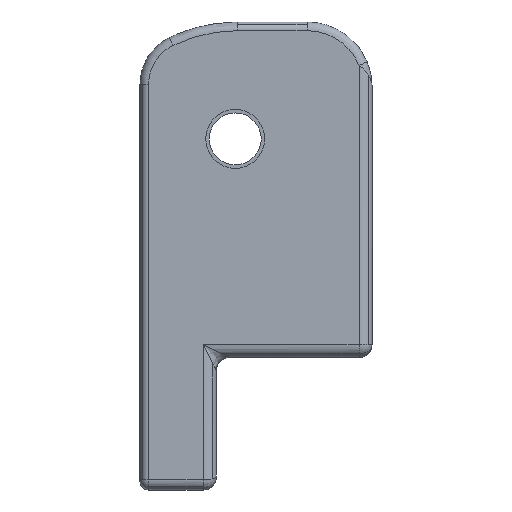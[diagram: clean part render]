
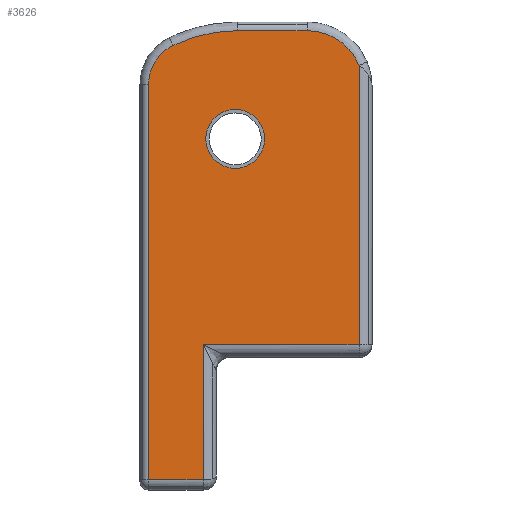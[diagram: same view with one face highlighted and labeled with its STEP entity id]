
A CAD part, left-side view. The second image highlights one B-rep face of the part: STEP entity #3626.
In plain terms, the highlighted planar face has unit normal (-1, 0, 0).
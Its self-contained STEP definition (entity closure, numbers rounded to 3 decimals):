
#20 = FACE_BOUND ( 'NONE', #2184, .T. ) ;
#96 = VERTEX_POINT ( 'NONE', #334 ) ;
#144 = CIRCLE ( 'NONE', #5412, 3.25 ) ;
#150 = CARTESIAN_POINT ( 'NONE',  ( 15.912, 45.407, -330.15 ) ) ;
#334 = CARTESIAN_POINT ( 'NONE',  ( 15.912, 42.407, -348.269 ) ) ;
#344 = LINE ( 'NONE', #6284, #1079 ) ;
#403 = DIRECTION ( 'NONE',  ( -1., 0., 0. ) ) ;
#439 = CARTESIAN_POINT ( 'NONE',  ( 15.912, 54.558, -356.069 ) ) ;
#497 = EDGE_CURVE ( 'NONE', #1457, #5891, #4754, .T. ) ;
#509 = EDGE_CURVE ( 'NONE', #5743, #699, #2203, .T. ) ;
#603 = ORIENTED_EDGE ( 'NONE', *, *, #2328, .T. ) ;
#646 = VERTEX_POINT ( 'NONE', #439 ) ;
#647 = DIRECTION ( 'NONE',  ( 0., -1., 0. ) ) ;
#696 = CARTESIAN_POINT ( 'NONE',  ( 15.912, 51.257, -336.4 ) ) ;
#699 = VERTEX_POINT ( 'NONE', #1893 ) ;
#723 = DIRECTION ( 'NONE',  ( 0., 0.848, 0.53 ) ) ;
#751 = AXIS2_PLACEMENT_3D ( 'NONE', #7651, #1191, #5905 ) ;
#780 = ORIENTED_EDGE ( 'NONE', *, *, #6844, .T. ) ;
#782 = DIRECTION ( 'NONE',  ( 0., 0.383, 0.924 ) ) ;
#855 = CARTESIAN_POINT ( 'NONE',  ( 15.912, 45.445, -330.15 ) ) ;
#861 = CARTESIAN_POINT ( 'NONE',  ( 15.912, 54.558, -337.906 ) ) ;
#924 = AXIS2_PLACEMENT_3D ( 'NONE', #2480, #1314, #723 ) ;
#930 = VECTOR ( 'NONE', #3705, 1000. ) ;
#993 = VECTOR ( 'NONE', #4046, 1000. ) ;
#1019 = VERTEX_POINT ( 'NONE', #2296 ) ;
#1079 = VECTOR ( 'NONE', #5140, 1000. ) ;
#1112 = VECTOR ( 'NONE', #3873, 1000. ) ;
#1162 = AXIS2_PLACEMENT_3D ( 'NONE', #1880, #4899, #7276 ) ;
#1191 = DIRECTION ( 'NONE',  ( -1., 0., 0. ) ) ;
#1290 = EDGE_CURVE ( 'NONE', #5891, #1457, #2004, .T. ) ;
#1314 = DIRECTION ( 'NONE',  ( 1., 0., 0. ) ) ;
#1318 = AXIS2_PLACEMENT_3D ( 'NONE', #3788, #2039, #782 ) ;
#1323 = FACE_OUTER_BOUND ( 'NONE', #3686, .T. ) ;
#1398 = VERTEX_POINT ( 'NONE', #3075 ) ;
#1454 = LINE ( 'NONE', #855, #930 ) ;
#1457 = VERTEX_POINT ( 'NONE', #7309 ) ;
#1495 = AXIS2_PLACEMENT_3D ( 'NONE', #3971, #403, #5198 ) ;
#1880 = CARTESIAN_POINT ( 'NONE',  ( 15.912, 49.232, -343.835 ) ) ;
#1893 = CARTESIAN_POINT ( 'NONE',  ( 15.912, 51.407, -348.269 ) ) ;
#2004 = CIRCLE ( 'NONE', #751, 1.7 ) ;
#2039 = DIRECTION ( 'NONE',  ( -1., 0., 0. ) ) ;
#2044 = LINE ( 'NONE', #4448, #4558 ) ;
#2097 = VERTEX_POINT ( 'NONE', #3300 ) ;
#2184 = EDGE_LOOP ( 'NONE', ( #3186, #5254 ) ) ;
#2203 = LINE ( 'NONE', #6558, #993 ) ;
#2240 = DIRECTION ( 'NONE',  ( -1., 0., 0. ) ) ;
#2296 = CARTESIAN_POINT ( 'NONE',  ( 15.912, 49.429, -330.15 ) ) ;
#2302 = ORIENTED_EDGE ( 'NONE', *, *, #3628, .T. ) ;
#2311 = VERTEX_POINT ( 'NONE', #7607 ) ;
#2328 = EDGE_CURVE ( 'NONE', #2097, #7545, #144, .T. ) ;
#2480 = CARTESIAN_POINT ( 'NONE',  ( 15.912, 52.058, -333.256 ) ) ;
#2968 = ORIENTED_EDGE ( 'NONE', *, *, #6760, .T. ) ;
#3075 = CARTESIAN_POINT ( 'NONE',  ( 15.912, 53.154, -331.009 ) ) ;
#3107 = ORIENTED_EDGE ( 'NONE', *, *, #7516, .T. ) ;
#3118 = PLANE ( 'NONE',  #1162 ) ;
#3186 = ORIENTED_EDGE ( 'NONE', *, *, #497, .F. ) ;
#3300 = CARTESIAN_POINT ( 'NONE',  ( 15.912, 42.407, -332.15 ) ) ;
#3435 = EDGE_CURVE ( 'NONE', #699, #96, #2044, .T. ) ;
#3626 = ADVANCED_FACE ( 'NONE', ( #20, #1323 ), #3118, .F. ) ;
#3628 = EDGE_CURVE ( 'NONE', #646, #5743, #5994, .T. ) ;
#3686 = EDGE_LOOP ( 'NONE', ( #6580, #3107, #2302, #4002, #4144, #780, #603, #7488, #2968 ) ) ;
#3705 = DIRECTION ( 'NONE',  ( 0., 1., 0. ) ) ;
#3788 = CARTESIAN_POINT ( 'NONE',  ( 15.912, 49.429, -338.65 ) ) ;
#3873 = DIRECTION ( 'NONE',  ( 0., 0., -1. ) ) ;
#3971 = CARTESIAN_POINT ( 'NONE',  ( 15.912, 49.557, -336.4 ) ) ;
#4002 = ORIENTED_EDGE ( 'NONE', *, *, #509, .T. ) ;
#4046 = DIRECTION ( 'NONE',  ( 0., 0., 1. ) ) ;
#4144 = ORIENTED_EDGE ( 'NONE', *, *, #3435, .T. ) ;
#4305 = CIRCLE ( 'NONE', #924, 2.5 ) ;
#4448 = CARTESIAN_POINT ( 'NONE',  ( 15.912, 52.195, -348.269 ) ) ;
#4525 = CARTESIAN_POINT ( 'NONE',  ( 15.912, 51.407, -356.069 ) ) ;
#4558 = VECTOR ( 'NONE', #5028, 1000. ) ;
#4652 = DIRECTION ( 'NONE',  ( 0., -0.447, 0.894 ) ) ;
#4703 = EDGE_CURVE ( 'NONE', #2311, #1398, #4305, .T. ) ;
#4754 = CIRCLE ( 'NONE', #1495, 1.7 ) ;
#4899 = DIRECTION ( 'NONE',  ( 1., 0., 0. ) ) ;
#4981 = EDGE_CURVE ( 'NONE', #7545, #1019, #1454, .T. ) ;
#5028 = DIRECTION ( 'NONE',  ( 0., -1., 0. ) ) ;
#5140 = DIRECTION ( 'NONE',  ( 0., 0., 1. ) ) ;
#5198 = DIRECTION ( 'NONE',  ( 0., -1., 0. ) ) ;
#5254 = ORIENTED_EDGE ( 'NONE', *, *, #1290, .F. ) ;
#5412 = AXIS2_PLACEMENT_3D ( 'NONE', #7576, #2240, #4652 ) ;
#5743 = VERTEX_POINT ( 'NONE', #4525 ) ;
#5891 = VERTEX_POINT ( 'NONE', #696 ) ;
#5905 = DIRECTION ( 'NONE',  ( 0., -1., 0. ) ) ;
#5994 = LINE ( 'NONE', #6029, #6547 ) ;
#6029 = CARTESIAN_POINT ( 'NONE',  ( 15.912, 52.195, -356.069 ) ) ;
#6284 = CARTESIAN_POINT ( 'NONE',  ( 15.912, 42.407, -350.927 ) ) ;
#6547 = VECTOR ( 'NONE', #647, 1000. ) ;
#6558 = CARTESIAN_POINT ( 'NONE',  ( 15.912, 51.407, -343.385 ) ) ;
#6580 = ORIENTED_EDGE ( 'NONE', *, *, #4703, .F. ) ;
#6760 = EDGE_CURVE ( 'NONE', #1019, #1398, #7449, .T. ) ;
#6844 = EDGE_CURVE ( 'NONE', #96, #2097, #344, .T. ) ;
#7248 = LINE ( 'NONE', #861, #1112 ) ;
#7276 = DIRECTION ( 'NONE',  ( 0., 1., 0. ) ) ;
#7309 = CARTESIAN_POINT ( 'NONE',  ( 15.912, 47.857, -336.4 ) ) ;
#7449 = CIRCLE ( 'NONE', #1318, 8.5 ) ;
#7488 = ORIENTED_EDGE ( 'NONE', *, *, #4981, .T. ) ;
#7516 = EDGE_CURVE ( 'NONE', #2311, #646, #7248, .T. ) ;
#7545 = VERTEX_POINT ( 'NONE', #150 ) ;
#7576 = CARTESIAN_POINT ( 'NONE',  ( 15.912, 45.407, -333.4 ) ) ;
#7607 = CARTESIAN_POINT ( 'NONE',  ( 15.912, 54.558, -333.256 ) ) ;
#7651 = CARTESIAN_POINT ( 'NONE',  ( 15.912, 49.557, -336.4 ) ) ;
